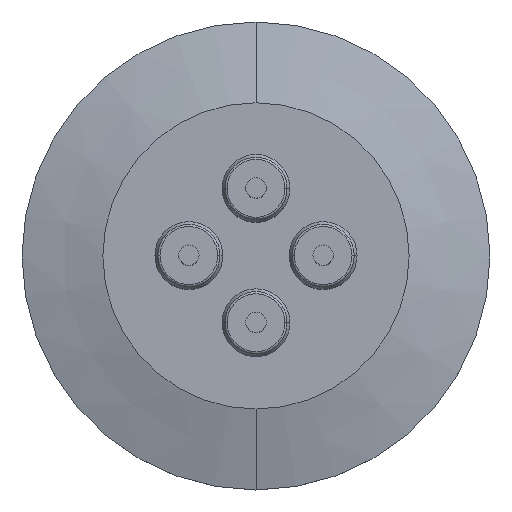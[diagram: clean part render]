
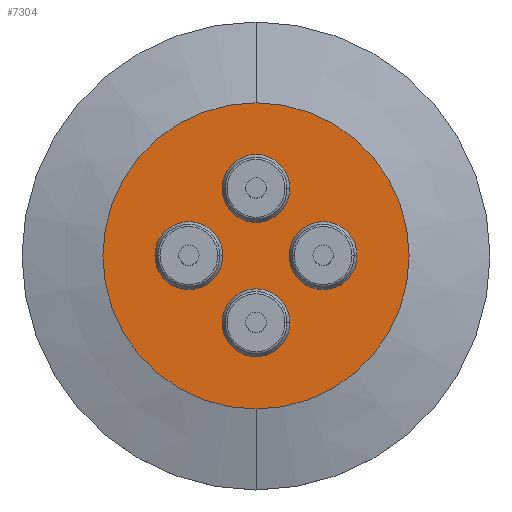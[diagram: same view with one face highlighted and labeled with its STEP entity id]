
A CAD part, top view. The second image highlights one B-rep face of the part: STEP entity #7304.
In plain terms, the highlighted planar face has unit normal (0, 0, 1).
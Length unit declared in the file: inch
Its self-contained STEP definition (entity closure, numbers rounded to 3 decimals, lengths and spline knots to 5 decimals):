
#41 = VERTEX_POINT ( 'NONE', #1399 ) ;
#87 = AXIS2_PLACEMENT_3D ( 'NONE', #3334, #7296, #3892 ) ;
#223 = AXIS2_PLACEMENT_3D ( 'NONE', #5372, #1971, #5937 ) ;
#252 = DIRECTION ( 'NONE',  ( 0., 0., -1. ) ) ;
#468 = CIRCLE ( 'NONE', #223, 0.1555 ) ;
#474 = EDGE_CURVE ( 'NONE', #1465, #1458, #6670, .T. ) ;
#635 = EDGE_CURVE ( 'NONE', #1458, #1465, #5593, .T. ) ;
#639 = ORIENTED_EDGE ( 'NONE', *, *, #2628, .T. ) ;
#650 = FACE_OUTER_BOUND ( 'NONE', #3038, .T. ) ;
#719 = DIRECTION ( 'NONE',  ( 0., 0., -1. ) ) ;
#738 = CARTESIAN_POINT ( 'NONE',  ( 0., 0., 0.2 ) ) ;
#822 = ORIENTED_EDGE ( 'NONE', *, *, #3867, .F. ) ;
#1320 = DIRECTION ( 'NONE',  ( 0., 1., 0. ) ) ;
#1335 = CARTESIAN_POINT ( 'NONE',  ( 0.31, 0., 0.2 ) ) ;
#1377 = FACE_BOUND ( 'NONE', #1914, .T. ) ;
#1389 = VERTEX_POINT ( 'NONE', #6758 ) ;
#1399 = CARTESIAN_POINT ( 'NONE',  ( 0.31, 0.1555, 0.2 ) ) ;
#1458 = VERTEX_POINT ( 'NONE', #5686 ) ;
#1465 = VERTEX_POINT ( 'NONE', #6268 ) ;
#1526 = ORIENTED_EDGE ( 'NONE', *, *, #7319, .T. ) ;
#1599 = CIRCLE ( 'NONE', #87, 0.1555 ) ;
#1617 = DIRECTION ( 'NONE',  ( 0., 0., -1. ) ) ;
#1768 = ORIENTED_EDGE ( 'NONE', *, *, #5375, .T. ) ;
#1781 = AXIS2_PLACEMENT_3D ( 'NONE', #4165, #719, #4731 ) ;
#1897 = VERTEX_POINT ( 'NONE', #2266 ) ;
#1914 = EDGE_LOOP ( 'NONE', ( #639, #1526 ) ) ;
#1934 = DIRECTION ( 'NONE',  ( 0., 1., 0. ) ) ;
#1971 = DIRECTION ( 'NONE',  ( 0., 0., -1. ) ) ;
#1998 = CARTESIAN_POINT ( 'NONE',  ( 0.31, -0.1555, 0.2 ) ) ;
#2094 = EDGE_CURVE ( 'NONE', #2389, #41, #6463, .T. ) ;
#2217 = FACE_BOUND ( 'NONE', #5859, .T. ) ;
#2266 = CARTESIAN_POINT ( 'NONE',  ( 0., 0.1545, 0.2 ) ) ;
#2349 = CIRCLE ( 'NONE', #3802, 0.70679 ) ;
#2388 = FACE_BOUND ( 'NONE', #6152, .T. ) ;
#2389 = VERTEX_POINT ( 'NONE', #1998 ) ;
#2628 = EDGE_CURVE ( 'NONE', #3430, #1897, #6102, .T. ) ;
#2805 = CARTESIAN_POINT ( 'NONE',  ( 0., 0.31, 0.2 ) ) ;
#3038 = EDGE_LOOP ( 'NONE', ( #6482, #822 ) ) ;
#3270 = CARTESIAN_POINT ( 'NONE',  ( 0., -0.31, 0.2 ) ) ;
#3291 = CIRCLE ( 'NONE', #4563, 0.1555 ) ;
#3334 = CARTESIAN_POINT ( 'NONE',  ( 0., -0.31, 0.2 ) ) ;
#3373 = DIRECTION ( 'NONE',  ( 0., 1., 0. ) ) ;
#3386 = VERTEX_POINT ( 'NONE', #4570 ) ;
#3430 = VERTEX_POINT ( 'NONE', #5185 ) ;
#3459 = DIRECTION ( 'NONE',  ( 0., 0., -1. ) ) ;
#3638 = PLANE ( 'NONE',  #7263 ) ;
#3661 = AXIS2_PLACEMENT_3D ( 'NONE', #1335, #5345, #1934 ) ;
#3711 = CARTESIAN_POINT ( 'NONE',  ( -0.31, 0., 0.2 ) ) ;
#3802 = AXIS2_PLACEMENT_3D ( 'NONE', #6860, #3459, #7422 ) ;
#3841 = DIRECTION ( 'NONE',  ( 0., 1., 0. ) ) ;
#3867 = EDGE_CURVE ( 'NONE', #3386, #1389, #2349, .T. ) ;
#3892 = DIRECTION ( 'NONE',  ( 0., 1., 0. ) ) ;
#4033 = EDGE_CURVE ( 'NONE', #41, #2389, #4651, .T. ) ;
#4165 = CARTESIAN_POINT ( 'NONE',  ( 0.31, 0., 0.2 ) ) ;
#4189 = DIRECTION ( 'NONE',  ( 0., 0., 1. ) ) ;
#4211 = CARTESIAN_POINT ( 'NONE',  ( 0., 0., 0.2 ) ) ;
#4294 = DIRECTION ( 'NONE',  ( 0., 1., 0. ) ) ;
#4370 = EDGE_LOOP ( 'NONE', ( #5264, #1768 ) ) ;
#4563 = AXIS2_PLACEMENT_3D ( 'NONE', #3270, #7232, #3841 ) ;
#4570 = CARTESIAN_POINT ( 'NONE',  ( 0., -0.70679, 0.2 ) ) ;
#4651 = CIRCLE ( 'NONE', #3661, 0.1555 ) ;
#4671 = AXIS2_PLACEMENT_3D ( 'NONE', #5035, #1617, #5602 ) ;
#4731 = DIRECTION ( 'NONE',  ( 0., 1., 0. ) ) ;
#4751 = DIRECTION ( 'NONE',  ( 0., 0., -1. ) ) ;
#4774 = DIRECTION ( 'NONE',  ( 1., 0., 0. ) ) ;
#5035 = CARTESIAN_POINT ( 'NONE',  ( -0.31, 0., 0.2 ) ) ;
#5185 = CARTESIAN_POINT ( 'NONE',  ( 0., 0.4655, 0.2 ) ) ;
#5206 = AXIS2_PLACEMENT_3D ( 'NONE', #3711, #252, #4294 ) ;
#5250 = VERTEX_POINT ( 'NONE', #6028 ) ;
#5264 = ORIENTED_EDGE ( 'NONE', *, *, #6633, .T. ) ;
#5303 = ORIENTED_EDGE ( 'NONE', *, *, #4033, .T. ) ;
#5345 = DIRECTION ( 'NONE',  ( 0., 0., -1. ) ) ;
#5365 = AXIS2_PLACEMENT_3D ( 'NONE', #738, #4751, #1320 ) ;
#5372 = CARTESIAN_POINT ( 'NONE',  ( 0., 0.31, 0.2 ) ) ;
#5375 = EDGE_CURVE ( 'NONE', #5250, #7383, #1599, .T. ) ;
#5399 = FACE_BOUND ( 'NONE', #4370, .T. ) ;
#5425 = CARTESIAN_POINT ( 'NONE',  ( 0., -0.1545, 0.2 ) ) ;
#5488 = ORIENTED_EDGE ( 'NONE', *, *, #635, .T. ) ;
#5593 = CIRCLE ( 'NONE', #4671, 0.1555 ) ;
#5602 = DIRECTION ( 'NONE',  ( 0., 1., 0. ) ) ;
#5686 = CARTESIAN_POINT ( 'NONE',  ( -0.31, 0.1555, 0.2 ) ) ;
#5692 = AXIS2_PLACEMENT_3D ( 'NONE', #2805, #6771, #3373 ) ;
#5859 = EDGE_LOOP ( 'NONE', ( #5303, #6554 ) ) ;
#5937 = DIRECTION ( 'NONE',  ( 0., 1., 0. ) ) ;
#6028 = CARTESIAN_POINT ( 'NONE',  ( 0., -0.4655, 0.2 ) ) ;
#6102 = CIRCLE ( 'NONE', #5692, 0.1555 ) ;
#6152 = EDGE_LOOP ( 'NONE', ( #5488, #6359 ) ) ;
#6268 = CARTESIAN_POINT ( 'NONE',  ( -0.31, -0.1555, 0.2 ) ) ;
#6359 = ORIENTED_EDGE ( 'NONE', *, *, #474, .T. ) ;
#6463 = CIRCLE ( 'NONE', #1781, 0.1555 ) ;
#6482 = ORIENTED_EDGE ( 'NONE', *, *, #7273, .F. ) ;
#6554 = ORIENTED_EDGE ( 'NONE', *, *, #2094, .T. ) ;
#6633 = EDGE_CURVE ( 'NONE', #7383, #5250, #3291, .T. ) ;
#6670 = CIRCLE ( 'NONE', #5206, 0.1555 ) ;
#6735 = CIRCLE ( 'NONE', #5365, 0.70679 ) ;
#6758 = CARTESIAN_POINT ( 'NONE',  ( 0., 0.70679, 0.2 ) ) ;
#6771 = DIRECTION ( 'NONE',  ( 0., 0., -1. ) ) ;
#6860 = CARTESIAN_POINT ( 'NONE',  ( 0., 0., 0.2 ) ) ;
#7232 = DIRECTION ( 'NONE',  ( 0., 0., -1. ) ) ;
#7263 = AXIS2_PLACEMENT_3D ( 'NONE', #4211, #4189, #4774 ) ;
#7273 = EDGE_CURVE ( 'NONE', #1389, #3386, #6735, .T. ) ;
#7296 = DIRECTION ( 'NONE',  ( 0., 0., -1. ) ) ;
#7304 = ADVANCED_FACE ( 'NONE', ( #2388, #5399, #2217, #1377, #650 ), #3638, .T. ) ;
#7319 = EDGE_CURVE ( 'NONE', #1897, #3430, #468, .T. ) ;
#7383 = VERTEX_POINT ( 'NONE', #5425 ) ;
#7422 = DIRECTION ( 'NONE',  ( 0., 1., 0. ) ) ;
